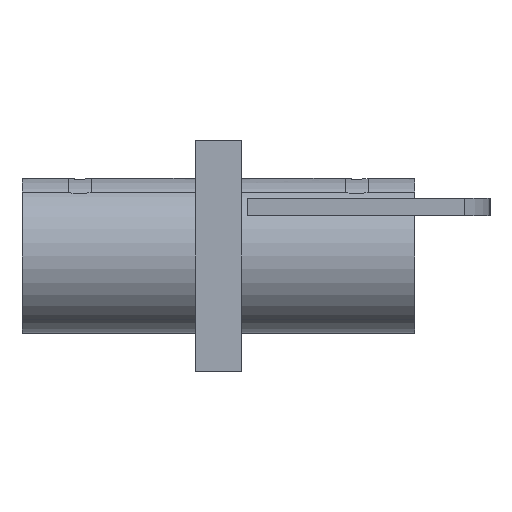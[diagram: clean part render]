
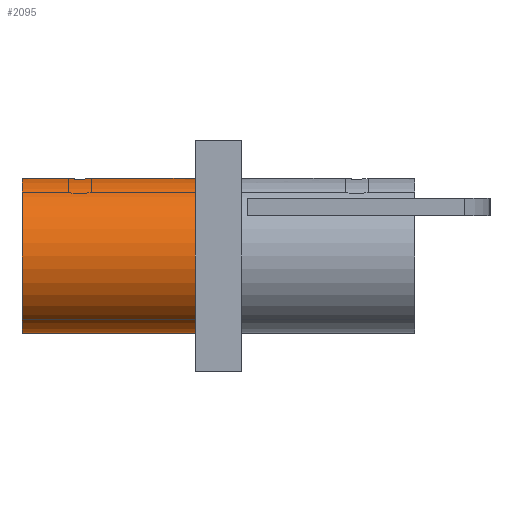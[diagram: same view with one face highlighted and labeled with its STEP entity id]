
A CAD part, front view. The second image highlights one B-rep face of the part: STEP entity #2095.
In plain terms, the highlighted cylindrical face has radius 13.45 mm (diameter 26.9 mm), a partial arc.
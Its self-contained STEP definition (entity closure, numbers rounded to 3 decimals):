
#8 = ORIENTED_EDGE ( 'NONE', *, *, #1370, .F. ) ;
#33 = VECTOR ( 'NONE', #116, 1000. ) ;
#78 = LINE ( 'NONE', #587, #1073 ) ;
#89 = CARTESIAN_POINT ( 'NONE',  ( -34., 1170., 0. ) ) ;
#116 = DIRECTION ( 'NONE',  ( -1., 0., 0. ) ) ;
#132 = CYLINDRICAL_SURFACE ( 'NONE', #1741, 13.45 ) ;
#137 = CARTESIAN_POINT ( 'NONE',  ( -25.748, 1168.994, 13.414 ) ) ;
#158 = FACE_OUTER_BOUND ( 'NONE', #1509, .T. ) ;
#163 = CARTESIAN_POINT ( 'NONE',  ( -34., 1170., 13.45 ) ) ;
#238 = AXIS2_PLACEMENT_3D ( 'NONE', #2112, #550, #1945 ) ;
#273 = CARTESIAN_POINT ( 'NONE',  ( -23.739, 1168.013, 13.302 ) ) ;
#296 = CARTESIAN_POINT ( 'NONE',  ( -22.999, 1168.264, 13.338 ) ) ;
#319 = ORIENTED_EDGE ( 'NONE', *, *, #1625, .T. ) ;
#342 = DIRECTION ( 'NONE',  ( 0., 0., 1. ) ) ;
#372 = CARTESIAN_POINT ( 'NONE',  ( -4., 1170., -13.45 ) ) ;
#385 = ORIENTED_EDGE ( 'NONE', *, *, #608, .T. ) ;
#443 = DIRECTION ( 'NONE',  ( 0., 0., -1. ) ) ;
#444 = EDGE_CURVE ( 'NONE', #537, #1522, #1575, .T. ) ;
#452 = VERTEX_POINT ( 'NONE', #1360 ) ;
#461 = CARTESIAN_POINT ( 'NONE',  ( -22., 1170., 13.45 ) ) ;
#537 = VERTEX_POINT ( 'NONE', #163 ) ;
#550 = DIRECTION ( 'NONE',  ( 1., 0., 0. ) ) ;
#587 = CARTESIAN_POINT ( 'NONE',  ( 34., 1170., 13.45 ) ) ;
#608 = EDGE_CURVE ( 'NONE', #780, #452, #623, .T. ) ;
#623 = LINE ( 'NONE', #2210, #1755 ) ;
#637 = CARTESIAN_POINT ( 'NONE',  ( -24.646, 1168.103, 13.316 ) ) ;
#659 = ORIENTED_EDGE ( 'NONE', *, *, #1973, .F. ) ;
#661 = CARTESIAN_POINT ( 'NONE',  ( -26., 1169.739, 13.45 ) ) ;
#670 = VERTEX_POINT ( 'NONE', #1152 ) ;
#676 = CARTESIAN_POINT ( 'NONE',  ( -24.133, 1168., 13.3 ) ) ;
#780 = VERTEX_POINT ( 'NONE', #1364 ) ;
#828 = CARTESIAN_POINT ( 'NONE',  ( -26., 1170., 13.45 ) ) ;
#843 = CARTESIAN_POINT ( 'NONE',  ( -24.52, 1168.064, 13.31 ) ) ;
#981 = CARTESIAN_POINT ( 'NONE',  ( -24.264, 1168.013, 13.302 ) ) ;
#997 = CARTESIAN_POINT ( 'NONE',  ( -22.782, 1168.409, 13.356 ) ) ;
#1073 = VECTOR ( 'NONE', #1994, 1000. ) ;
#1152 = CARTESIAN_POINT ( 'NONE',  ( -26., 1170., 13.45 ) ) ;
#1155 = CARTESIAN_POINT ( 'NONE',  ( -25.599, 1168.771, 13.395 ) ) ;
#1165 = CARTESIAN_POINT ( 'NONE',  ( -25.003, 1168.265, 13.338 ) ) ;
#1193 = CARTESIAN_POINT ( 'NONE',  ( -25.323, 1168.494, 13.366 ) ) ;
#1233 = CIRCLE ( 'NONE', #238, 13.45 ) ;
#1263 = CARTESIAN_POINT ( 'NONE',  ( -34., 1170., -13.45 ) ) ;
#1319 = DIRECTION ( 'NONE',  ( -1., 0., 0. ) ) ;
#1335 = CARTESIAN_POINT ( 'NONE',  ( -22.253, 1168.992, 13.414 ) ) ;
#1359 = CARTESIAN_POINT ( 'NONE',  ( -23.356, 1168.102, 13.316 ) ) ;
#1360 = CARTESIAN_POINT ( 'NONE',  ( -22., 1170., 13.45 ) ) ;
#1364 = CARTESIAN_POINT ( 'NONE',  ( -4., 1170., 13.45 ) ) ;
#1370 = EDGE_CURVE ( 'NONE', #1975, #1522, #1498, .T. ) ;
#1492 = CARTESIAN_POINT ( 'NONE',  ( -24.889, 1168.203, 13.33 ) ) ;
#1498 = LINE ( 'NONE', #2023, #33 ) ;
#1502 = CARTESIAN_POINT ( 'NONE',  ( -23.114, 1168.202, 13.329 ) ) ;
#1509 = EDGE_LOOP ( 'NONE', ( #8, #659, #385, #2045, #319, #2282 ) ) ;
#1522 = VERTEX_POINT ( 'NONE', #1263 ) ;
#1571 = DIRECTION ( 'NONE',  ( -1., 0., 0. ) ) ;
#1575 = CIRCLE ( 'NONE', #2084, 13.45 ) ;
#1625 = EDGE_CURVE ( 'NONE', #670, #537, #78, .T. ) ;
#1674 = CARTESIAN_POINT ( 'NONE',  ( -23.483, 1168.064, 13.31 ) ) ;
#1712 = CARTESIAN_POINT ( 'NONE',  ( -25.947, 1169.475, 13.442 ) ) ;
#1733 = CARTESIAN_POINT ( 'NONE',  ( 34., 1170., 0. ) ) ;
#1735 = EDGE_CURVE ( 'NONE', #670, #452, #1869, .T. ) ;
#1741 = AXIS2_PLACEMENT_3D ( 'NONE', #1733, #1571, #342 ) ;
#1755 = VECTOR ( 'NONE', #1319, 1000. ) ;
#1852 = CARTESIAN_POINT ( 'NONE',  ( -25.22, 1168.41, 13.356 ) ) ;
#1863 = CARTESIAN_POINT ( 'NONE',  ( -23.869, 1168., 13.3 ) ) ;
#1869 = B_SPLINE_CURVE_WITH_KNOTS ( 'NONE', 3,
 ( #828, #661, #1712, #137, #1155, #1193, #1852, #1165, #1492, #637, #843, #981, #676, #1863, #273, #1674, #1359, #1502, #296, #997, #2204, #2192, #1335, #2029, #2041, #461 ),
 .UNSPECIFIED., .F., .F.,
 ( 4, 2, 2, 2, 2, 2, 2, 2, 2, 2, 2, 2, 4 ),
 ( 0.006, 0.007, 0.008, 0.008, 0.009, 0.009, 0.009, 0.01, 0.01, 0.011, 0.011, 0.012, 0.013 ),
 .UNSPECIFIED. ) ;
#1945 = DIRECTION ( 'NONE',  ( 0., 0., 1. ) ) ;
#1973 = EDGE_CURVE ( 'NONE', #780, #1975, #1233, .T. ) ;
#1975 = VERTEX_POINT ( 'NONE', #372 ) ;
#1994 = DIRECTION ( 'NONE',  ( -1., 0., 0. ) ) ;
#2023 = CARTESIAN_POINT ( 'NONE',  ( 34., 1170., -13.45 ) ) ;
#2029 = CARTESIAN_POINT ( 'NONE',  ( -22.053, 1169.473, 13.442 ) ) ;
#2041 = CARTESIAN_POINT ( 'NONE',  ( -22., 1169.735, 13.45 ) ) ;
#2045 = ORIENTED_EDGE ( 'NONE', *, *, #1735, .F. ) ;
#2084 = AXIS2_PLACEMENT_3D ( 'NONE', #89, #2205, #443 ) ;
#2095 = ADVANCED_FACE ( 'NONE', ( #158 ), #132, .T. ) ;
#2112 = CARTESIAN_POINT ( 'NONE',  ( -4., 1170., 0. ) ) ;
#2192 = CARTESIAN_POINT ( 'NONE',  ( -22.402, 1168.769, 13.395 ) ) ;
#2204 = CARTESIAN_POINT ( 'NONE',  ( -22.679, 1168.493, 13.366 ) ) ;
#2205 = DIRECTION ( 'NONE',  ( 1., 0., 0. ) ) ;
#2210 = CARTESIAN_POINT ( 'NONE',  ( 34., 1170., 13.45 ) ) ;
#2282 = ORIENTED_EDGE ( 'NONE', *, *, #444, .T. ) ;
